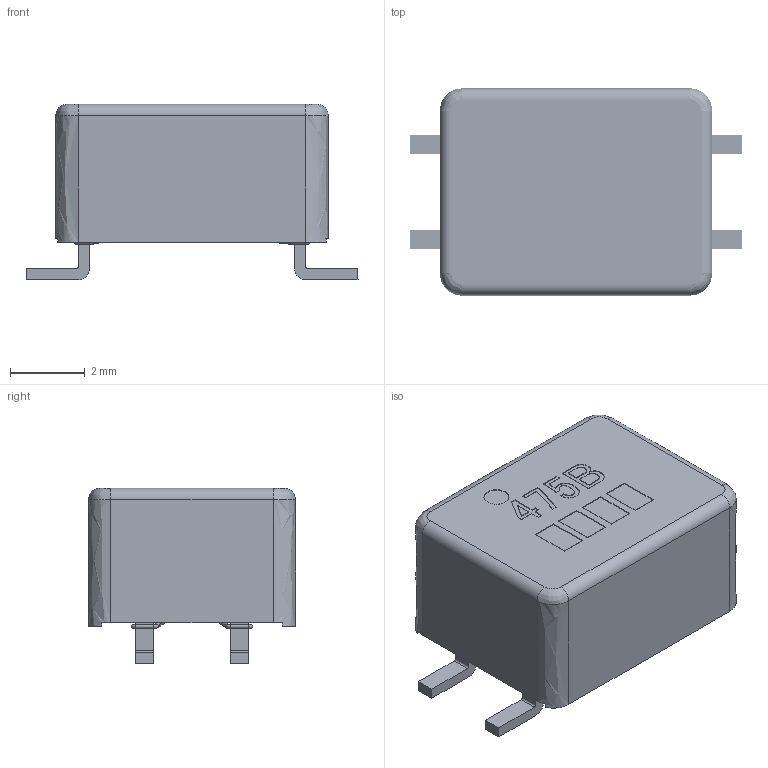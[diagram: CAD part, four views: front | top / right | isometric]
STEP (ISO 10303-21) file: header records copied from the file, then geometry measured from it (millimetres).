
FILE_DESCRIPTION( ('This file contains a STEP AP42 implementation' ,'as created by ZW3D STEP Interface translator.') ,'2;1' );
FILE_NAME( 'SF0904472YF.stp' ,'22 110.1427 7', (''), ('ZWCAD Software Co.'), 'Version 1.0', 'ZW3D to STEP translator', '' );
FILE_SCHEMA( ('CONFIG_CONTROL_DESIGN') );
Length unit declared in the file: millimetre
Products named in the file (2): 0; SF0904-P
Bounding box: 8.9 x 5.55 x 4.7 mm (x, y, z)
Volume: 106.6 mm3; surface area: 377.8 mm2
Topology: 66 solids, 66 shells, 686 faces, 1709 edges, 1056 vertices
Faces by surface type: bspline 686
Entity records: 61608 total; most frequent: CARTESIAN_POINT 51648, ORIENTED_EDGE 3418, EDGE_CURVE 1709, VERTEX_POINT 1056, EDGE_LOOP 701, FACE_OUTER_BOUND 686, ADVANCED_FACE 686, OVER_RIDING_STYLED_ITEM 686
